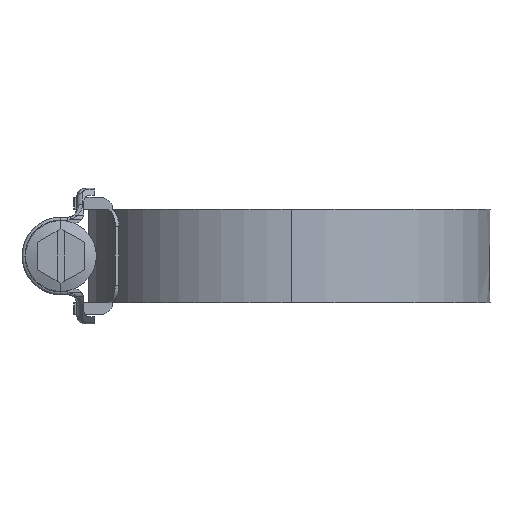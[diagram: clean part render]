
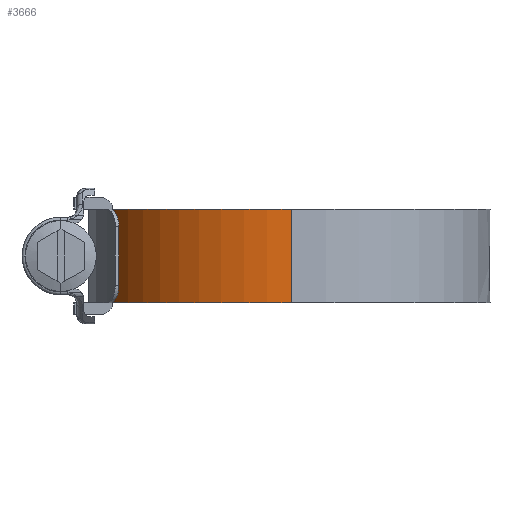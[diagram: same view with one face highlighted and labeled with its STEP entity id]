
A CAD part, left-side view. The second image highlights one B-rep face of the part: STEP entity #3666.
In plain terms, the highlighted cylindrical face has radius 33.69 mm (diameter 67.38 mm), a partial arc.
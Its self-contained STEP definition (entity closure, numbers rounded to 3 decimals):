
#420 = DIRECTION ( 'NONE',  ( 1., 0., 0. ) ) ;
#532 = DIRECTION ( 'NONE',  ( 0., 0., -1. ) ) ;
#549 = ORIENTED_EDGE ( 'NONE', *, *, #2821, .T. ) ;
#833 = DIRECTION ( 'NONE',  ( 0., 0., -1. ) ) ;
#835 = VERTEX_POINT ( 'NONE', #6225 ) ;
#1128 = VERTEX_POINT ( 'NONE', #2906 ) ;
#1542 = LINE ( 'NONE', #8682, #6735 ) ;
#1636 = EDGE_CURVE ( 'NONE', #1128, #6337, #5222, .T. ) ;
#1647 = DIRECTION ( 'NONE',  ( 0., 0., -1. ) ) ;
#1724 = LINE ( 'NONE', #4729, #3679 ) ;
#1794 = EDGE_CURVE ( 'NONE', #835, #3497, #8772, .T. ) ;
#1968 = CARTESIAN_POINT ( 'NONE',  ( 0., 0., 7.95 ) ) ;
#2183 = CARTESIAN_POINT ( 'NONE',  ( 0., 0., -7.95 ) ) ;
#2821 = EDGE_CURVE ( 'NONE', #1128, #835, #1724, .T. ) ;
#2906 = CARTESIAN_POINT ( 'NONE',  ( 0., 33.69, 7.95 ) ) ;
#2951 = AXIS2_PLACEMENT_3D ( 'NONE', #1968, #6629, #420 ) ;
#3497 = VERTEX_POINT ( 'NONE', #8349 ) ;
#3666 = ADVANCED_FACE ( 'NONE', ( #9077 ), #8340, .T. ) ;
#3679 = VECTOR ( 'NONE', #833, 1000. ) ;
#4729 = CARTESIAN_POINT ( 'NONE',  ( 0., 33.69, 7.95 ) ) ;
#5222 = CIRCLE ( 'NONE', #2951, 33.69 ) ;
#5329 = ORIENTED_EDGE ( 'NONE', *, *, #1636, .F. ) ;
#6225 = CARTESIAN_POINT ( 'NONE',  ( 0., 33.69, -7.95 ) ) ;
#6262 = ORIENTED_EDGE ( 'NONE', *, *, #9470, .F. ) ;
#6282 = AXIS2_PLACEMENT_3D ( 'NONE', #2183, #10044, #8434 ) ;
#6337 = VERTEX_POINT ( 'NONE', #9486 ) ;
#6629 = DIRECTION ( 'NONE',  ( 0., 0., 1. ) ) ;
#6644 = EDGE_LOOP ( 'NONE', ( #6262, #5329, #549, #6873 ) ) ;
#6735 = VECTOR ( 'NONE', #1647, 1000. ) ;
#6873 = ORIENTED_EDGE ( 'NONE', *, *, #1794, .T. ) ;
#7474 = DIRECTION ( 'NONE',  ( -1., 0., 0. ) ) ;
#8340 = CYLINDRICAL_SURFACE ( 'NONE', #8549, 33.69 ) ;
#8349 = CARTESIAN_POINT ( 'NONE',  ( -33.69, 0., -7.95 ) ) ;
#8434 = DIRECTION ( 'NONE',  ( 1., 0., 0. ) ) ;
#8549 = AXIS2_PLACEMENT_3D ( 'NONE', #9942, #532, #7474 ) ;
#8682 = CARTESIAN_POINT ( 'NONE',  ( -33.69, 0., 7.95 ) ) ;
#8772 = CIRCLE ( 'NONE', #6282, 33.69 ) ;
#9077 = FACE_OUTER_BOUND ( 'NONE', #6644, .T. ) ;
#9470 = EDGE_CURVE ( 'NONE', #6337, #3497, #1542, .T. ) ;
#9486 = CARTESIAN_POINT ( 'NONE',  ( -33.69, 0., 7.95 ) ) ;
#9942 = CARTESIAN_POINT ( 'NONE',  ( 0., 0., 7.95 ) ) ;
#10044 = DIRECTION ( 'NONE',  ( 0., 0., 1. ) ) ;
